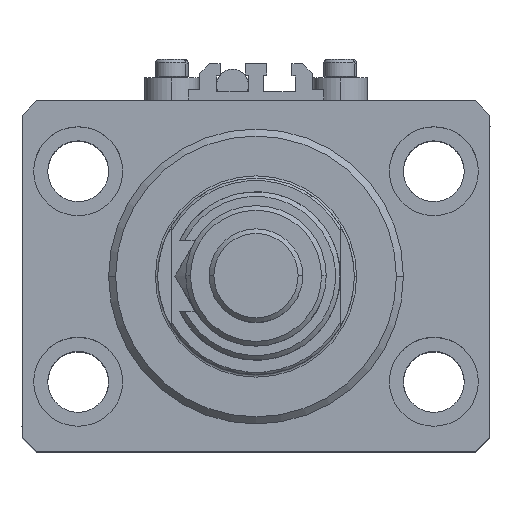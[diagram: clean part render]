
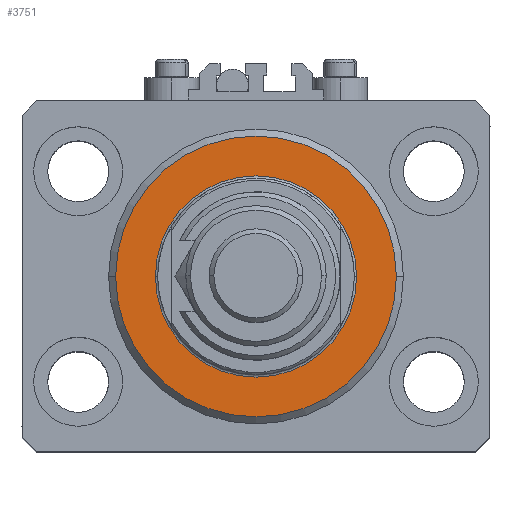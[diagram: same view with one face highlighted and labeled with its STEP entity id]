
A CAD part, top view. The second image highlights one B-rep face of the part: STEP entity #3751.
In plain terms, the highlighted face is planar.
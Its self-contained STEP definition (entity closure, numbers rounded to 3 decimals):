
#235 = VERTEX_POINT ( 'NONE', #3749 ) ;
#525 = AXIS2_PLACEMENT_3D ( 'NONE', #41419, #1995, #1736 ) ;
#624 = CARTESIAN_POINT ( 'NONE',  ( 0., 0., 0. ) ) ;
#1736 = DIRECTION ( 'NONE',  ( 1., 0., 0. ) ) ;
#1995 = DIRECTION ( 'NONE',  ( 0., 0., 1. ) ) ;
#3749 = CARTESIAN_POINT ( 'NONE',  ( -21.5, 0., 0. ) ) ;
#3751 = ADVANCED_FACE ( 'NONE', ( #5110, #37525 ), #29487, .F. ) ;
#4283 = DIRECTION ( 'NONE',  ( 1., 0., 0. ) ) ;
#5110 = FACE_BOUND ( 'NONE', #28030, .T. ) ;
#5442 = CIRCLE ( 'NONE', #39402, 30. ) ;
#7859 = CARTESIAN_POINT ( 'NONE',  ( 0., 0., 0. ) ) ;
#9358 = DIRECTION ( 'NONE',  ( 0., 0., -1. ) ) ;
#12978 = CARTESIAN_POINT ( 'NONE',  ( 0., 0., 0. ) ) ;
#13863 = EDGE_CURVE ( 'NONE', #235, #26355, #32288, .T. ) ;
#21537 = CIRCLE ( 'NONE', #50516, 30. ) ;
#23223 = DIRECTION ( 'NONE',  ( 0., 0., 1. ) ) ;
#24871 = CARTESIAN_POINT ( 'NONE',  ( -30., 0., 0. ) ) ;
#25343 = VERTEX_POINT ( 'NONE', #34848 ) ;
#26355 = VERTEX_POINT ( 'NONE', #40504 ) ;
#27558 = DIRECTION ( 'NONE',  ( 0., 0., -1. ) ) ;
#27614 = CARTESIAN_POINT ( 'NONE',  ( 0., 0., 0. ) ) ;
#28030 = EDGE_LOOP ( 'NONE', ( #30271, #45061 ) ) ;
#29019 = CIRCLE ( 'NONE', #42288, 21.5 ) ;
#29487 = PLANE ( 'NONE',  #525 ) ;
#30271 = ORIENTED_EDGE ( 'NONE', *, *, #49305, .T. ) ;
#30671 = EDGE_CURVE ( 'NONE', #35888, #25343, #5442, .T. ) ;
#32288 = CIRCLE ( 'NONE', #46391, 21.5 ) ;
#33379 = EDGE_LOOP ( 'NONE', ( #38389, #36713 ) ) ;
#34848 = CARTESIAN_POINT ( 'NONE',  ( 30., 0., 0. ) ) ;
#35404 = DIRECTION ( 'NONE',  ( 0., 0., 1. ) ) ;
#35888 = VERTEX_POINT ( 'NONE', #24871 ) ;
#36713 = ORIENTED_EDGE ( 'NONE', *, *, #30671, .T. ) ;
#37525 = FACE_OUTER_BOUND ( 'NONE', #33379, .T. ) ;
#38389 = ORIENTED_EDGE ( 'NONE', *, *, #43625, .T. ) ;
#39402 = AXIS2_PLACEMENT_3D ( 'NONE', #12978, #9358, #49025 ) ;
#39559 = DIRECTION ( 'NONE',  ( 1., 0., 0. ) ) ;
#40504 = CARTESIAN_POINT ( 'NONE',  ( 21.5, 0., 0. ) ) ;
#41419 = CARTESIAN_POINT ( 'NONE',  ( 0., 0., 0. ) ) ;
#42288 = AXIS2_PLACEMENT_3D ( 'NONE', #624, #35404, #4283 ) ;
#43383 = DIRECTION ( 'NONE',  ( 1., 0., 0. ) ) ;
#43625 = EDGE_CURVE ( 'NONE', #25343, #35888, #21537, .T. ) ;
#45061 = ORIENTED_EDGE ( 'NONE', *, *, #13863, .T. ) ;
#46391 = AXIS2_PLACEMENT_3D ( 'NONE', #27614, #23223, #39559 ) ;
#49025 = DIRECTION ( 'NONE',  ( 1., 0., 0. ) ) ;
#49305 = EDGE_CURVE ( 'NONE', #26355, #235, #29019, .T. ) ;
#50516 = AXIS2_PLACEMENT_3D ( 'NONE', #7859, #27558, #43383 ) ;
